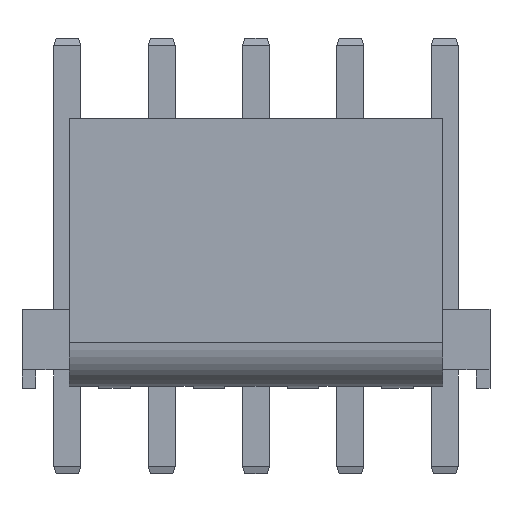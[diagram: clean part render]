
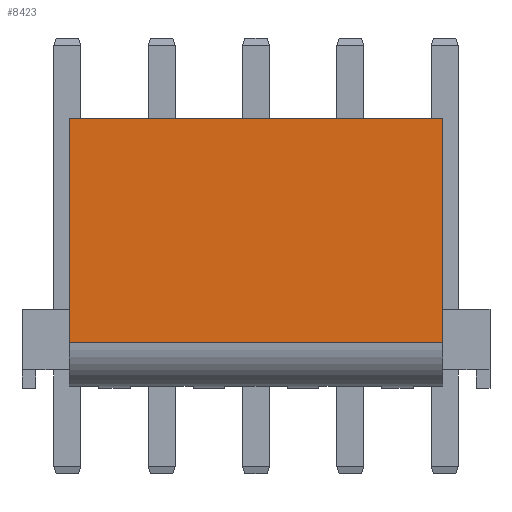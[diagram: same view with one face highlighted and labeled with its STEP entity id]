
A CAD part, front view. The second image highlights one B-rep face of the part: STEP entity #8423.
In plain terms, the highlighted planar face has unit normal (0, -1, 0).
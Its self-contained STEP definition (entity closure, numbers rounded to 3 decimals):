
#1681 = PLANE('',#1682);
#1682 = AXIS2_PLACEMENT_3D('',#1683,#1684,#1685);
#1683 = CARTESIAN_POINT('',(15.765,-4.9,13.935));
#1684 = DIRECTION('',(-1.,0.,0.));
#1685 = DIRECTION('',(-0.,0.,-1.));
#2183 = PLANE('',#2184);
#2184 = AXIS2_PLACEMENT_3D('',#2185,#2186,#2187);
#2185 = CARTESIAN_POINT('',(0.075,-4.9,-0.695));
#2186 = DIRECTION('',(1.,0.,0.));
#2187 = DIRECTION('',(0.,0.,1.));
#4319 = EDGE_CURVE('',#4320,#4322,#4324,.T.);
#4320 = VERTEX_POINT('',#4321);
#4321 = CARTESIAN_POINT('',(0.075,-4.9,1.91));
#4322 = VERTEX_POINT('',#4323);
#4323 = CARTESIAN_POINT('',(0.075,-4.9,11.33));
#4324 = SURFACE_CURVE('',#4325,(#4329,#4336),.PCURVE_S1.);
#4325 = LINE('',#4326,#4327);
#4326 = CARTESIAN_POINT('',(0.075,-4.9,-0.695));
#4327 = VECTOR('',#4328,1.);
#4328 = DIRECTION('',(0.,0.,1.));
#4329 = PCURVE('',#2183,#4330);
#4330 = DEFINITIONAL_REPRESENTATION('',(#4331),#4335);
#4331 = LINE('',#4332,#4333);
#4332 = CARTESIAN_POINT('',(0.,0.));
#4333 = VECTOR('',#4334,1.);
#4334 = DIRECTION('',(1.,0.));
#4335 = ( GEOMETRIC_REPRESENTATION_CONTEXT(2)
PARAMETRIC_REPRESENTATION_CONTEXT() REPRESENTATION_CONTEXT('2D SPACE',''
) );
#4336 = PCURVE('',#4337,#4342);
#4337 = PLANE('',#4338);
#4338 = AXIS2_PLACEMENT_3D('',#4339,#4340,#4341);
#4339 = CARTESIAN_POINT('',(17.745,-4.9,11.33));
#4340 = DIRECTION('',(0.,-1.,0.));
#4341 = DIRECTION('',(-0.,0.,-1.));
#4342 = DEFINITIONAL_REPRESENTATION('',(#4343),#4347);
#4343 = LINE('',#4344,#4345);
#4344 = CARTESIAN_POINT('',(12.025,-17.67));
#4345 = VECTOR('',#4346,1.);
#4346 = DIRECTION('',(-1.,0.));
#4347 = ( GEOMETRIC_REPRESENTATION_CONTEXT(2)
PARAMETRIC_REPRESENTATION_CONTEXT() REPRESENTATION_CONTEXT('2D SPACE',''
) );
#4366 = CYLINDRICAL_SURFACE('',#4367,1.948);
#4367 = AXIS2_PLACEMENT_3D('',#4368,#4369,#4370);
#4368 = CARTESIAN_POINT('',(17.745,-2.953,1.947));
#4369 = DIRECTION('',(1.,0.,0.));
#4370 = DIRECTION('',(0.,-1.,
-0.019));
#4598 = PLANE('',#4599);
#4599 = AXIS2_PLACEMENT_3D('',#4600,#4601,#4602);
#4600 = CARTESIAN_POINT('',(17.745,-4.13,11.33));
#4601 = DIRECTION('',(0.,0.,1.));
#4602 = DIRECTION('',(0.,-1.,0.));
#5523 = EDGE_CURVE('',#5524,#5526,#5528,.T.);
#5524 = VERTEX_POINT('',#5525);
#5525 = CARTESIAN_POINT('',(15.765,-4.9,11.33));
#5526 = VERTEX_POINT('',#5527);
#5527 = CARTESIAN_POINT('',(15.765,-4.9,1.91));
#5528 = SURFACE_CURVE('',#5529,(#5533,#5540),.PCURVE_S1.);
#5529 = LINE('',#5530,#5531);
#5530 = CARTESIAN_POINT('',(15.765,-4.9,13.935));
#5531 = VECTOR('',#5532,1.);
#5532 = DIRECTION('',(0.,-0.,-1.));
#5533 = PCURVE('',#1681,#5534);
#5534 = DEFINITIONAL_REPRESENTATION('',(#5535),#5539);
#5535 = LINE('',#5536,#5537);
#5536 = CARTESIAN_POINT('',(0.,0.));
#5537 = VECTOR('',#5538,1.);
#5538 = DIRECTION('',(1.,0.));
#5539 = ( GEOMETRIC_REPRESENTATION_CONTEXT(2)
PARAMETRIC_REPRESENTATION_CONTEXT() REPRESENTATION_CONTEXT('2D SPACE',''
) );
#5540 = PCURVE('',#4337,#5541);
#5541 = DEFINITIONAL_REPRESENTATION('',(#5542),#5546);
#5542 = LINE('',#5543,#5544);
#5543 = CARTESIAN_POINT('',(-2.605,-1.98));
#5544 = VECTOR('',#5545,1.);
#5545 = DIRECTION('',(1.,0.));
#5546 = ( GEOMETRIC_REPRESENTATION_CONTEXT(2)
PARAMETRIC_REPRESENTATION_CONTEXT() REPRESENTATION_CONTEXT('2D SPACE',''
) );
#8423 = ADVANCED_FACE('',(#8424),#4337,.T.);
#8424 = FACE_BOUND('',#8425,.T.);
#8425 = EDGE_LOOP('',(#8426,#8427,#8448,#8449));
#8426 = ORIENTED_EDGE('',*,*,#5523,.F.);
#8427 = ORIENTED_EDGE('',*,*,#8428,.T.);
#8428 = EDGE_CURVE('',#5524,#4322,#8429,.T.);
#8429 = SURFACE_CURVE('',#8430,(#8434,#8441),.PCURVE_S1.);
#8430 = LINE('',#8431,#8432);
#8431 = CARTESIAN_POINT('',(17.745,-4.9,11.33));
#8432 = VECTOR('',#8433,1.);
#8433 = DIRECTION('',(-1.,0.,0.));
#8434 = PCURVE('',#4337,#8435);
#8435 = DEFINITIONAL_REPRESENTATION('',(#8436),#8440);
#8436 = LINE('',#8437,#8438);
#8437 = CARTESIAN_POINT('',(0.,0.));
#8438 = VECTOR('',#8439,1.);
#8439 = DIRECTION('',(0.,-1.));
#8440 = ( GEOMETRIC_REPRESENTATION_CONTEXT(2)
PARAMETRIC_REPRESENTATION_CONTEXT() REPRESENTATION_CONTEXT('2D SPACE',''
) );
#8441 = PCURVE('',#4598,#8442);
#8442 = DEFINITIONAL_REPRESENTATION('',(#8443),#8447);
#8443 = LINE('',#8444,#8445);
#8444 = CARTESIAN_POINT('',(0.77,0.));
#8445 = VECTOR('',#8446,1.);
#8446 = DIRECTION('',(0.,-1.));
#8447 = ( GEOMETRIC_REPRESENTATION_CONTEXT(2)
PARAMETRIC_REPRESENTATION_CONTEXT() REPRESENTATION_CONTEXT('2D SPACE',''
) );
#8448 = ORIENTED_EDGE('',*,*,#4319,.F.);
#8449 = ORIENTED_EDGE('',*,*,#8450,.F.);
#8450 = EDGE_CURVE('',#5526,#4320,#8451,.T.);
#8451 = SURFACE_CURVE('',#8452,(#8456,#8463),.PCURVE_S1.);
#8452 = LINE('',#8453,#8454);
#8453 = CARTESIAN_POINT('',(17.745,-4.9,1.91));
#8454 = VECTOR('',#8455,1.);
#8455 = DIRECTION('',(-1.,0.,0.));
#8456 = PCURVE('',#4337,#8457);
#8457 = DEFINITIONAL_REPRESENTATION('',(#8458),#8462);
#8458 = LINE('',#8459,#8460);
#8459 = CARTESIAN_POINT('',(9.42,0.));
#8460 = VECTOR('',#8461,1.);
#8461 = DIRECTION('',(0.,-1.));
#8462 = ( GEOMETRIC_REPRESENTATION_CONTEXT(2)
PARAMETRIC_REPRESENTATION_CONTEXT() REPRESENTATION_CONTEXT('2D SPACE',''
) );
#8463 = PCURVE('',#4366,#8464);
#8464 = DEFINITIONAL_REPRESENTATION('',(#8465),#8469);
#8465 = LINE('',#8466,#8467);
#8466 = CARTESIAN_POINT('',(0.,0.));
#8467 = VECTOR('',#8468,1.);
#8468 = DIRECTION('',(0.,-1.));
#8469 = ( GEOMETRIC_REPRESENTATION_CONTEXT(2)
PARAMETRIC_REPRESENTATION_CONTEXT() REPRESENTATION_CONTEXT('2D SPACE',''
) );
